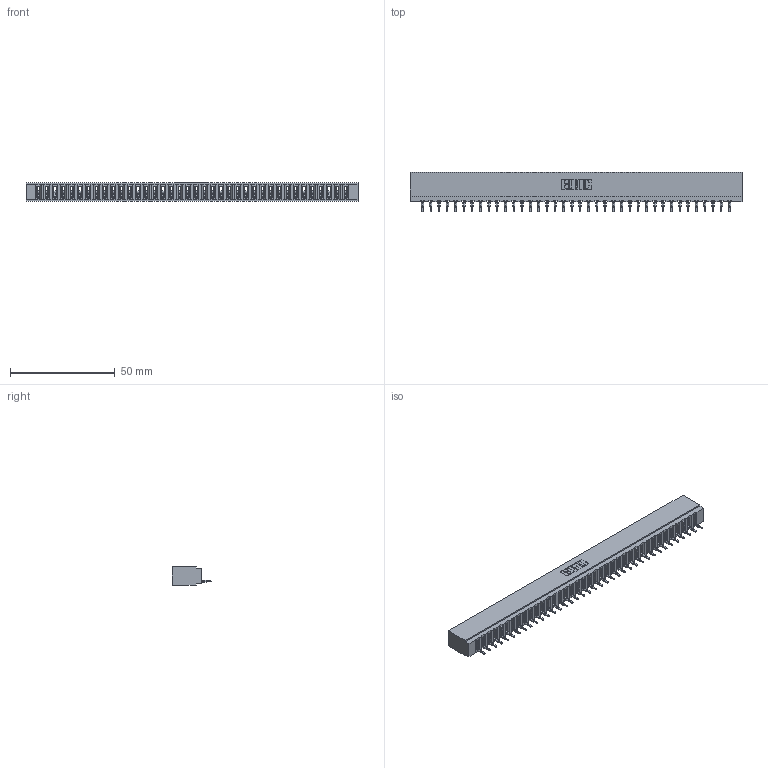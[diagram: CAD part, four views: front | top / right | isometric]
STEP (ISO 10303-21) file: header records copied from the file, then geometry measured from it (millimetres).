
FILE_DESCRIPTION (( 'STEP AP203' ), '1' );
FILE_NAME ('717-038-525-101.STEP', '2026-02-20T21:59:49', ( '' ), ( '' ), 'SwSTEP 2.0', 'SolidWorks 2023', '' );
FILE_SCHEMA (( 'CONFIG_CONTROL_DESIGN' ));
Length unit declared in the file: millimetre
Products named in the file (3): 717 Part_Insulator Option - 06; 717-038-525-101; 745-292-001_525
Assembly tree (39 placements, depth 2):
  717-038-525-101
    717 Part_Insulator Option - 06
    745-292-001_525  x38
Bounding box: 158.45 x 18.78 x 8.89 mm (x, y, z)
Volume: 13362.8 mm3; surface area: 18614.3 mm2
Topology: 39 solids, 39 shells, 4388 faces, 12069 edges, 7614 vertices
Faces by surface type: plane 2638, cylinder 762, bspline 760, torus 228
Entity records: 64489 total; most frequent: CARTESIAN_POINT 11871, ORIENTED_EDGE 11336, DIRECTION 9824, EDGE_CURVE 5668, LINE 5258, VECTOR 5258, VERTEX_POINT 3618, AXIS2_PLACEMENT_3D 2283
